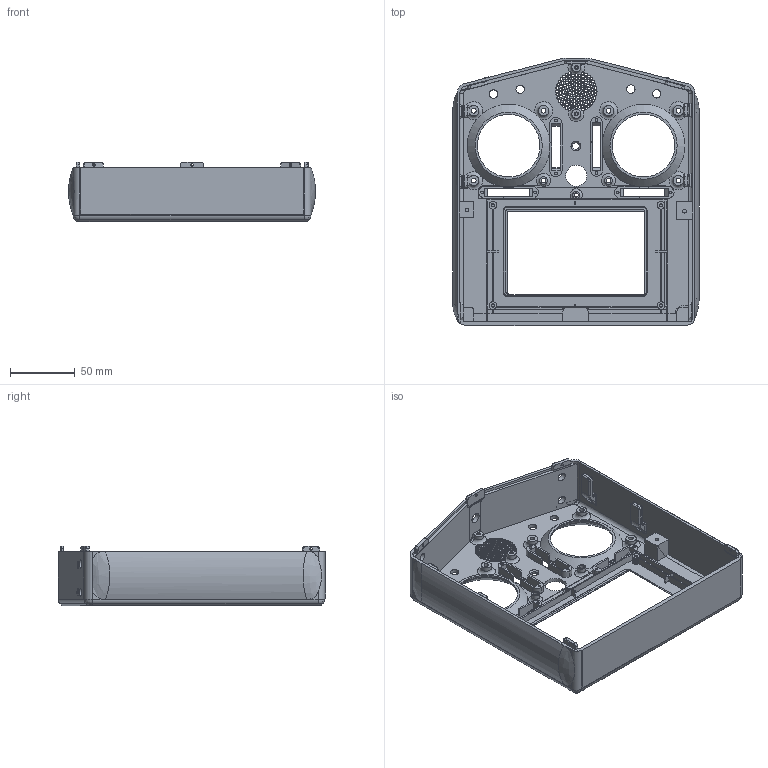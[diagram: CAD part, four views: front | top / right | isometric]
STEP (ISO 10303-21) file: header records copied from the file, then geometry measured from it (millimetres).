
FILE_DESCRIPTION(/* description */ (''),/* implementation_level */ '2;1');
FILE_NAME(/* name */ 'TXV12a.step',/* time_stamp */ '2025-04-27T20:29:22+01:00',/* author */ (''),/* organization */ (''),/* preprocessor_version */ 'ST-DEVELOPER v20.1',/* originating_system */ 'Autodesk Translation Framework v14.4.0.0',/* authorisation */ '');
FILE_SCHEMA (('AUTOMOTIVE_DESIGN { 1 0 10303 214 3 1 1 }'));
Products named in the file (1): TXV12a
Bounding box: 190.93 x 207.18 x 46.25 mm (x, y, z)
Volume: 196523.2 mm3; surface area: 129912.8 mm2
Topology: 1 solids, 3 shells, 1723 faces, 4764 edges, 3057 vertices
Faces by surface type: plane 1180, cylinder 363, bspline 108, torus 59, cone 11, sphere 2
Full cylindrical faces by diameter (mm): 2 x133, 2.2 x4, 2.838 x1, 2.9 x1, 3.2 x1, 3.6 x8, 5.2 x1, 6 x2, 6.5 x8, 7 x1, 7.9 x1, 8 x6, 16.4 x1, 48.4 x2
Entity records: 57203 total; most frequent: CARTESIAN_POINT 12808, ORIENTED_EDGE 9530, DIRECTION 8618, EDGE_CURVE 4765, LINE 3598, VECTOR 3598, VERTEX_POINT 3057, AXIS2_PLACEMENT_3D 2510
